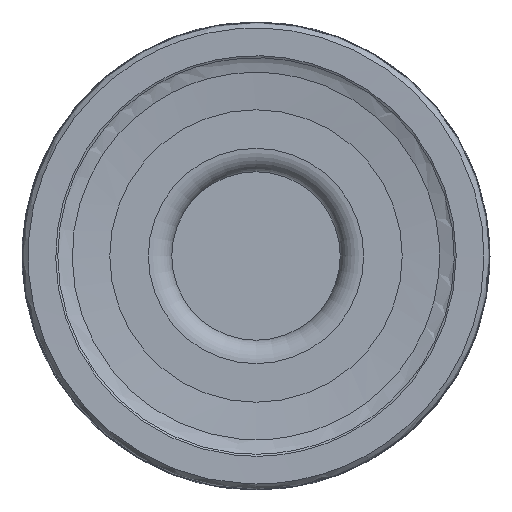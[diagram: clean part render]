
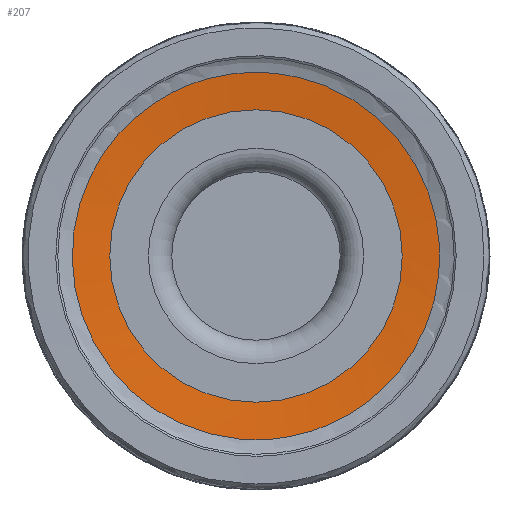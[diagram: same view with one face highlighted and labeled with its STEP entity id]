
A CAD part, left-side view. The second image highlights one B-rep face of the part: STEP entity #207.
In plain terms, the highlighted face is a revolution surface.
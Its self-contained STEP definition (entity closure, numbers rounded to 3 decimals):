
#25=(
BOUNDED_CURVE()
B_SPLINE_CURVE(3,(#881,#882,#883,#884,#885,#886,#887),.UNSPECIFIED.,.T.,
 .F.)
B_SPLINE_CURVE_WITH_KNOTS((1,3,3,3,1),(-0.5,0.,0.5,1.,1.5),
 .UNSPECIFIED.)
CURVE()
GEOMETRIC_REPRESENTATION_ITEM()
RATIONAL_B_SPLINE_CURVE((1.,0.333,0.333,1.,0.333,
0.333,1.))
REPRESENTATION_ITEM('')
);
#35=SURFACE_OF_REVOLUTION('',#57,#45);
#45=AXIS1_PLACEMENT('',#898,#608);
#57=B_SPLINE_CURVE_WITH_KNOTS('',3,(#891,#892,#893,#894,#895,#896,#897),
 .UNSPECIFIED.,.F.,.F.,(4,1,1,1,4),(0.,0.25,0.5,0.75,1.),.UNSPECIFIED.);
#207=ADVANCED_FACE('',(#261,#262),#35,.T.);
#261=FACE_BOUND('',#321,.T.);
#262=FACE_BOUND('',#322,.T.);
#321=EDGE_LOOP('',(#381));
#322=EDGE_LOOP('',(#382));
#381=ORIENTED_EDGE('',*,*,#450,.F.);
#382=ORIENTED_EDGE('',*,*,#451,.T.);
#420=VERTEX_POINT('',#888);
#421=VERTEX_POINT('',#890);
#450=EDGE_CURVE('',#420,#420,#25,.T.);
#451=EDGE_CURVE('',#421,#421,#477,.T.);
#477=CIRCLE('',#518,6.251);
#518=AXIS2_PLACEMENT_3D('',#889,#606,#607);
#606=DIRECTION('',(1.,0.,0.));
#607=DIRECTION('',(0.,0.,-1.));
#608=DIRECTION('',(1.,0.,0.));
#881=CARTESIAN_POINT('',(0.307,0.,-7.852));
#882=CARTESIAN_POINT('',(0.307,15.704,-7.852));
#883=CARTESIAN_POINT('',(0.307,15.704,7.852));
#884=CARTESIAN_POINT('',(0.307,0.,7.852));
#885=CARTESIAN_POINT('',(0.307,-15.704,7.852));
#886=CARTESIAN_POINT('',(0.307,-15.704,-7.852));
#887=CARTESIAN_POINT('',(0.307,0.,-7.852));
#888=CARTESIAN_POINT('',(0.307,0.,-7.852));
#889=CARTESIAN_POINT('',(0.457,0.,0.));
#890=CARTESIAN_POINT('',(0.457,0.,-6.251));
#891=CARTESIAN_POINT('',(0.571,5.009,-0.876));
#892=CARTESIAN_POINT('',(0.55,5.246,-0.792));
#893=CARTESIAN_POINT('',(0.505,5.719,-0.625));
#894=CARTESIAN_POINT('',(0.439,6.43,-0.374));
#895=CARTESIAN_POINT('',(0.372,7.139,-0.123));
#896=CARTESIAN_POINT('',(0.328,7.614,0.045));
#897=CARTESIAN_POINT('',(0.307,7.851,0.129));
#898=CARTESIAN_POINT('',(35.701,0.,0.));
